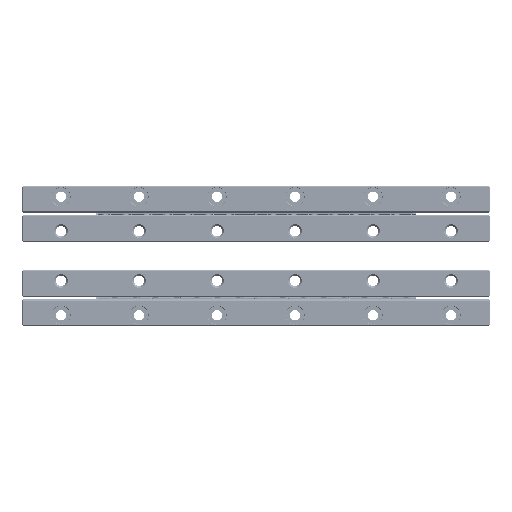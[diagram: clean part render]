
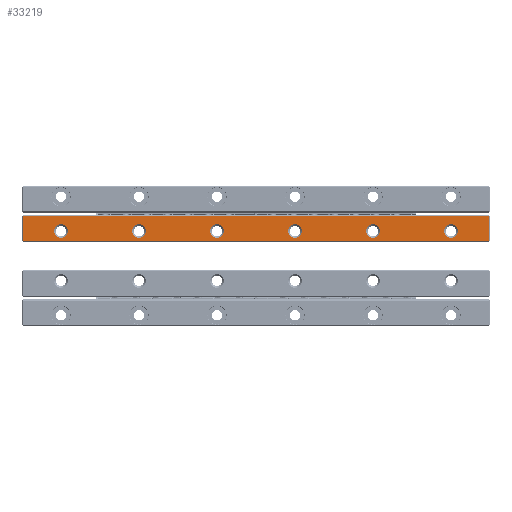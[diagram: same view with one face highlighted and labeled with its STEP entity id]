
A CAD part, top view. The second image highlights one B-rep face of the part: STEP entity #33219.
In plain terms, the highlighted planar face has unit normal (0, 0, 1).
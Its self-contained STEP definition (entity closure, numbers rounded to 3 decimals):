
#4596=LINE('',#150311,#13006);
#4597=LINE('',#150314,#13007);
#4598=LINE('',#150316,#13008);
#4599=LINE('',#150318,#13009);
#13006=VECTOR('',#121005,1.);
#13007=VECTOR('',#121006,1.);
#13008=VECTOR('',#121007,1.);
#13009=VECTOR('',#121008,1.);
#30255=FACE_BOUND('',#45910,.T.);
#30256=FACE_BOUND('',#45911,.T.);
#30257=FACE_BOUND('',#45912,.T.);
#30258=FACE_BOUND('',#45913,.T.);
#30259=FACE_BOUND('',#45914,.T.);
#30260=FACE_BOUND('',#45915,.T.);
#30261=FACE_BOUND('',#45916,.T.);
#33219=ADVANCED_FACE('',(#30255,#30256,#30257,#30258,#30259,#30260,#30261),
#37367,.T.);
#37367=PLANE('',#106359);
#45910=EDGE_LOOP('',(#59517));
#45911=EDGE_LOOP('',(#59518));
#45912=EDGE_LOOP('',(#59519));
#45913=EDGE_LOOP('',(#59520));
#45914=EDGE_LOOP('',(#59521));
#45915=EDGE_LOOP('',(#59522));
#45916=EDGE_LOOP('',(#59523,#59524,#59525,#59526));
#59517=ORIENTED_EDGE('',*,*,#90857,.T.);
#59518=ORIENTED_EDGE('',*,*,#90858,.T.);
#59519=ORIENTED_EDGE('',*,*,#90859,.T.);
#59520=ORIENTED_EDGE('',*,*,#90860,.T.);
#59521=ORIENTED_EDGE('',*,*,#90861,.T.);
#59522=ORIENTED_EDGE('',*,*,#90862,.T.);
#59523=ORIENTED_EDGE('',*,*,#90863,.T.);
#59524=ORIENTED_EDGE('',*,*,#90864,.T.);
#59525=ORIENTED_EDGE('',*,*,#90865,.T.);
#59526=ORIENTED_EDGE('',*,*,#90866,.T.);
#80205=VERTEX_POINT('',#150300);
#80206=VERTEX_POINT('',#150302);
#80207=VERTEX_POINT('',#150304);
#80208=VERTEX_POINT('',#150306);
#80209=VERTEX_POINT('',#150308);
#80210=VERTEX_POINT('',#150310);
#80211=VERTEX_POINT('',#150312);
#80212=VERTEX_POINT('',#150313);
#80213=VERTEX_POINT('',#150315);
#80214=VERTEX_POINT('',#150317);
#90857=EDGE_CURVE('',#80205,#80205,#100959,.T.);
#90858=EDGE_CURVE('',#80206,#80206,#100960,.T.);
#90859=EDGE_CURVE('',#80207,#80207,#100961,.T.);
#90860=EDGE_CURVE('',#80208,#80208,#100962,.T.);
#90861=EDGE_CURVE('',#80209,#80209,#100963,.T.);
#90862=EDGE_CURVE('',#80210,#80210,#100964,.T.);
#90863=EDGE_CURVE('',#80211,#80212,#4596,.T.);
#90864=EDGE_CURVE('',#80212,#80213,#4597,.T.);
#90865=EDGE_CURVE('',#80213,#80214,#4598,.T.);
#90866=EDGE_CURVE('',#80214,#80211,#4599,.T.);
#100959=CIRCLE('',#106353,2.175);
#100960=CIRCLE('',#106354,2.175);
#100961=CIRCLE('',#106355,2.175);
#100962=CIRCLE('',#106356,2.175);
#100963=CIRCLE('',#106357,2.175);
#100964=CIRCLE('',#106358,2.175);
#106353=AXIS2_PLACEMENT_3D('',#150299,#120993,#120994);
#106354=AXIS2_PLACEMENT_3D('',#150301,#120995,#120996);
#106355=AXIS2_PLACEMENT_3D('',#150303,#120997,#120998);
#106356=AXIS2_PLACEMENT_3D('',#150305,#120999,#121000);
#106357=AXIS2_PLACEMENT_3D('',#150307,#121001,#121002);
#106358=AXIS2_PLACEMENT_3D('',#150309,#121003,#121004);
#106359=AXIS2_PLACEMENT_3D('',#150319,#121009,#121010);
#120993=DIRECTION('',(0.,0.,-1.));
#120994=DIRECTION('',(-1.,0.,0.));
#120995=DIRECTION('',(0.,0.,-1.));
#120996=DIRECTION('',(-1.,0.,0.));
#120997=DIRECTION('',(0.,0.,-1.));
#120998=DIRECTION('',(-1.,0.,0.));
#120999=DIRECTION('',(0.,0.,-1.));
#121000=DIRECTION('',(-1.,0.,0.));
#121001=DIRECTION('',(0.,0.,-1.));
#121002=DIRECTION('',(-1.,0.,0.));
#121003=DIRECTION('',(0.,0.,-1.));
#121004=DIRECTION('',(-1.,0.,0.));
#121005=DIRECTION('',(1.,0.,0.));
#121006=DIRECTION('',(0.,1.,0.));
#121007=DIRECTION('',(-1.,0.,0.));
#121008=DIRECTION('',(0.,-1.,0.));
#121009=DIRECTION('',(0.,0.,1.));
#121010=DIRECTION('',(-1.,0.,0.));
#150299=CARTESIAN_POINT('',(12.5,30.5,8.));
#150300=CARTESIAN_POINT('',(10.325,30.5,8.));
#150301=CARTESIAN_POINT('',(37.5,30.5,8.));
#150302=CARTESIAN_POINT('',(35.325,30.5,8.));
#150303=CARTESIAN_POINT('',(62.5,30.5,8.));
#150304=CARTESIAN_POINT('',(60.325,30.5,8.));
#150305=CARTESIAN_POINT('',(87.5,30.5,8.));
#150306=CARTESIAN_POINT('',(85.325,30.5,8.));
#150307=CARTESIAN_POINT('',(112.5,30.5,8.));
#150308=CARTESIAN_POINT('',(110.325,30.5,8.));
#150309=CARTESIAN_POINT('',(137.5,30.5,8.));
#150310=CARTESIAN_POINT('',(135.325,30.5,8.));
#150311=CARTESIAN_POINT('',(75.,27.425,8.));
#150312=CARTESIAN_POINT('',(0.425,27.425,8.));
#150313=CARTESIAN_POINT('',(149.575,27.425,8.));
#150314=CARTESIAN_POINT('',(149.575,31.3,8.));
#150315=CARTESIAN_POINT('',(149.575,35.175,8.));
#150316=CARTESIAN_POINT('',(75.,35.175,8.));
#150317=CARTESIAN_POINT('',(0.425,35.175,8.));
#150318=CARTESIAN_POINT('',(0.425,31.3,8.));
#150319=CARTESIAN_POINT('',(75.,31.3,8.));
